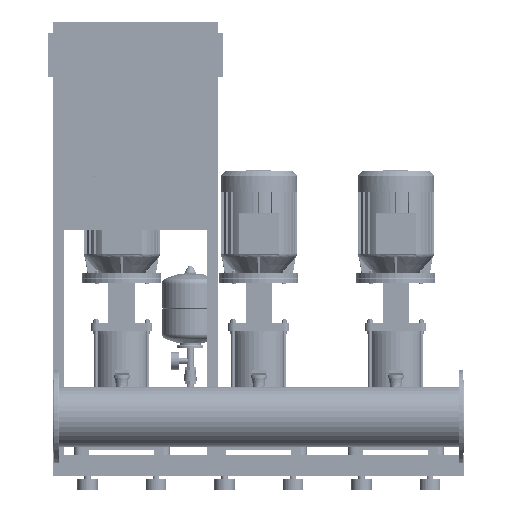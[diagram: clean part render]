
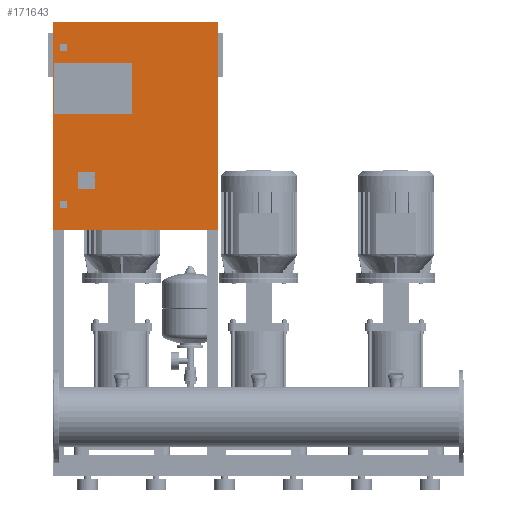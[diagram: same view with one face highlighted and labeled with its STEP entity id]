
A CAD part, front view. The second image highlights one B-rep face of the part: STEP entity #171643.
In plain terms, the highlighted planar face has unit normal (0, -1, 0).
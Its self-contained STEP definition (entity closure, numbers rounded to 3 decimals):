
#170262=CARTESIAN_POINT('',(50.,-540.,1628.0));
#170263=VERTEX_POINT('',#170262);
#170270=CARTESIAN_POINT('',(25.,-540.,1628.0));
#170271=VERTEX_POINT('',#170270);
#170272=CARTESIAN_POINT('',(25.,-540.,1628.0));
#170273=DIRECTION('',(1.0,0.0,0.0));
#170274=VECTOR('',#170273,25.0);
#170275=LINE('',#170272,#170274);
#170276=EDGE_CURVE('',#170271,#170263,#170275,.T.);
#170294=CARTESIAN_POINT('',(25.0,-540.,1603.0));
#170295=VERTEX_POINT('',#170294);
#170296=CARTESIAN_POINT('',(25.0,-540.,1603.0));
#170297=DIRECTION('',(0.0,0.0,1.0));
#170298=VECTOR('',#170297,25.0);
#170299=LINE('',#170296,#170298);
#170300=EDGE_CURVE('',#170295,#170271,#170299,.T.);
#170318=CARTESIAN_POINT('',(50.,-540.,1603.0));
#170319=VERTEX_POINT('',#170318);
#170320=CARTESIAN_POINT('',(50.,-540.,1603.0));
#170321=DIRECTION('',(-1.0,0.0,0.0));
#170322=VECTOR('',#170321,25.);
#170323=LINE('',#170320,#170322);
#170324=EDGE_CURVE('',#170319,#170295,#170323,.T.);
#170342=CARTESIAN_POINT('',(50.,-540.,1628.0));
#170343=DIRECTION('',(0.0,0.0,-1.0));
#170344=VECTOR('',#170343,25.0);
#170345=LINE('',#170342,#170344);
#170346=EDGE_CURVE('',#170263,#170319,#170345,.T.);
#170367=CARTESIAN_POINT('',(50.,-540.,1028.0));
#170368=VERTEX_POINT('',#170367);
#170375=CARTESIAN_POINT('',(50.,-540.,1053.0));
#170376=VERTEX_POINT('',#170375);
#170377=CARTESIAN_POINT('',(50.,-540.,1053.0));
#170378=DIRECTION('',(0.0,0.0,-1.0));
#170379=VECTOR('',#170378,25.0);
#170380=LINE('',#170377,#170379);
#170381=EDGE_CURVE('',#170376,#170368,#170380,.T.);
#170405=CARTESIAN_POINT('',(25.,-540.,1028.0));
#170406=VERTEX_POINT('',#170405);
#170413=CARTESIAN_POINT('',(50.,-540.,1028.0));
#170414=DIRECTION('',(-1.0,0.0,0.0));
#170415=VECTOR('',#170414,25.);
#170416=LINE('',#170413,#170415);
#170417=EDGE_CURVE('',#170368,#170406,#170416,.T.);
#170436=CARTESIAN_POINT('',(25.,-540.,1053.0));
#170437=VERTEX_POINT('',#170436);
#170444=CARTESIAN_POINT('',(25.,-540.,1028.0));
#170445=DIRECTION('',(0.0,0.0,1.0));
#170446=VECTOR('',#170445,25.0);
#170447=LINE('',#170444,#170446);
#170448=EDGE_CURVE('',#170406,#170437,#170447,.T.);
#170466=CARTESIAN_POINT('',(25.,-540.,1053.0));
#170467=DIRECTION('',(1.0,0.0,0.0));
#170468=VECTOR('',#170467,25.);
#170469=LINE('',#170466,#170468);
#170470=EDGE_CURVE('',#170437,#170376,#170469,.T.);
#171175=CARTESIAN_POINT('',(2.0,-540.,1558.0));
#171176=VERTEX_POINT('',#171175);
#171183=CARTESIAN_POINT('',(2.0,-540.,1373.0));
#171184=VERTEX_POINT('',#171183);
#171185=CARTESIAN_POINT('',(2.0,-540.,1373.0));
#171186=DIRECTION('',(0.0,0.0,1.0));
#171187=VECTOR('',#171186,185.0);
#171188=LINE('',#171185,#171187);
#171189=EDGE_CURVE('',#171184,#171176,#171188,.T.);
#171214=CARTESIAN_POINT('',(288.,-540.,1373.0));
#171215=VERTEX_POINT('',#171214);
#171216=CARTESIAN_POINT('',(288.,-540.,1373.0));
#171217=DIRECTION('',(-1.0,0.0,0.0));
#171218=VECTOR('',#171217,286.);
#171219=LINE('',#171216,#171218);
#171220=EDGE_CURVE('',#171215,#171184,#171219,.T.);
#171245=CARTESIAN_POINT('',(288.0,-540.,1558.0));
#171246=VERTEX_POINT('',#171245);
#171247=CARTESIAN_POINT('',(288.0,-540.,1558.0));
#171248=DIRECTION('',(0.0,0.0,-1.0));
#171249=VECTOR('',#171248,185.0);
#171250=LINE('',#171247,#171249);
#171251=EDGE_CURVE('',#171246,#171215,#171250,.T.);
#171274=CARTESIAN_POINT('',(2.0,-540.,1558.0));
#171275=DIRECTION('',(1.0,0.0,0.0));
#171276=VECTOR('',#171275,286.0);
#171277=LINE('',#171274,#171276);
#171278=EDGE_CURVE('',#171176,#171246,#171277,.T.);
#171586=CARTESIAN_POINT('',(300.,-540.,1328.0));
#171587=DIRECTION('',(0.0,-1.0,0.0));
#171588=DIRECTION('',(1.0,0.0,0.0));
#171589=AXIS2_PLACEMENT_3D('',#171586,#171587,#171588);
#171590=PLANE('',#171589);
#171591=CARTESIAN_POINT('',(0.,-540.0,948.0));
#171592=VERTEX_POINT('',#171591);
#171593=CARTESIAN_POINT('',(0.,-540.0,1708.0));
#171594=VERTEX_POINT('',#171593);
#171595=CARTESIAN_POINT('',(0.,-540.0,948.0));
#171596=DIRECTION('',(0.0,0.0,1.0));
#171597=VECTOR('',#171596,760.0);
#171598=LINE('',#171595,#171597);
#171599=EDGE_CURVE('',#171592,#171594,#171598,.T.);
#171600=ORIENTED_EDGE('',*,*,#171599,.F.);
#171601=CARTESIAN_POINT('',(600.0,-540.0,948.0));
#171602=VERTEX_POINT('',#171601);
#171603=CARTESIAN_POINT('',(600.0,-540.0,948.0));
#171604=DIRECTION('',(-1.0,0.0,0.0));
#171605=VECTOR('',#171604,600.);
#171606=LINE('',#171603,#171605);
#171607=EDGE_CURVE('',#171602,#171592,#171606,.T.);
#171608=ORIENTED_EDGE('',*,*,#171607,.F.);
#171609=CARTESIAN_POINT('',(600.0,-540.0,1708.0));
#171610=VERTEX_POINT('',#171609);
#171611=CARTESIAN_POINT('',(600.0,-540.0,1708.0));
#171612=DIRECTION('',(0.0,0.0,-1.0));
#171613=VECTOR('',#171612,760.0);
#171614=LINE('',#171611,#171613);
#171615=EDGE_CURVE('',#171610,#171602,#171614,.T.);
#171616=ORIENTED_EDGE('',*,*,#171615,.F.);
#171617=CARTESIAN_POINT('',(0.,-540.0,1708.0));
#171618=DIRECTION('',(1.0,0.0,0.0));
#171619=VECTOR('',#171618,600.0);
#171620=LINE('',#171617,#171619);
#171621=EDGE_CURVE('',#171594,#171610,#171620,.T.);
#171622=ORIENTED_EDGE('',*,*,#171621,.F.);
#171623=EDGE_LOOP('',(#171600,#171608,#171616,#171622));
#171624=FACE_OUTER_BOUND('',#171623,.T.);
#171625=ORIENTED_EDGE('',*,*,#170276,.T.);
#171626=ORIENTED_EDGE('',*,*,#170346,.T.);
#171627=ORIENTED_EDGE('',*,*,#170324,.T.);
#171628=ORIENTED_EDGE('',*,*,#170300,.T.);
#171629=EDGE_LOOP('',(#171625,#171626,#171627,#171628));
#171630=FACE_BOUND('',#171629,.T.);
#171631=ORIENTED_EDGE('',*,*,#170381,.T.);
#171632=ORIENTED_EDGE('',*,*,#170417,.T.);
#171633=ORIENTED_EDGE('',*,*,#170448,.T.);
#171634=ORIENTED_EDGE('',*,*,#170470,.T.);
#171635=EDGE_LOOP('',(#171631,#171632,#171633,#171634));
#171636=FACE_BOUND('',#171635,.T.);
#171637=ORIENTED_EDGE('',*,*,#171189,.T.);
#171638=ORIENTED_EDGE('',*,*,#171278,.T.);
#171639=ORIENTED_EDGE('',*,*,#171251,.T.);
#171640=ORIENTED_EDGE('',*,*,#171220,.T.);
#171641=EDGE_LOOP('',(#171637,#171638,#171639,#171640));
#171642=FACE_BOUND('',#171641,.T.);
#171643=ADVANCED_FACE('',(#171624,#171630,#171636,#171642),#171590,.T.);
